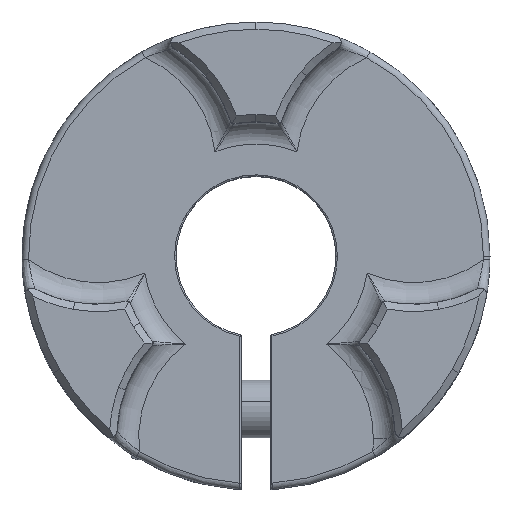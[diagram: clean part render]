
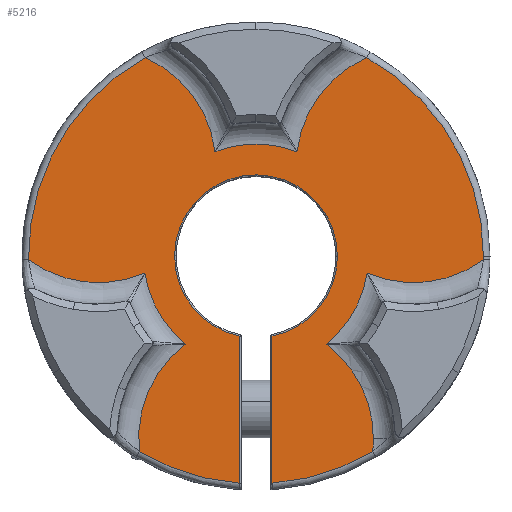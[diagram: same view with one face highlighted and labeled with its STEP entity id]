
A CAD part, top view. The second image highlights one B-rep face of the part: STEP entity #5216.
In plain terms, the highlighted planar face has unit normal (0, 0, 1).
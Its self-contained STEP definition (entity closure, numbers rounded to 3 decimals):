
#247=CIRCLE('',#5484,5.6);
#260=CIRCLE('',#5505,15.65);
#277=CIRCLE('',#5538,8.077);
#278=CIRCLE('',#5539,8.077);
#279=CIRCLE('',#5540,7.73);
#280=CIRCLE('',#5541,8.077);
#281=CIRCLE('',#5542,15.65);
#282=CIRCLE('',#5543,15.65);
#283=CIRCLE('',#5544,8.077);
#284=CIRCLE('',#5545,7.73);
#285=CIRCLE('',#5546,8.077);
#286=CIRCLE('',#5547,15.65);
#287=CIRCLE('',#5548,8.077);
#288=CIRCLE('',#5549,7.73);
#289=CIRCLE('',#5550,8.077);
#290=CIRCLE('',#5551,15.65);
#291=CIRCLE('',#5552,5.6);
#1214=VERTEX_POINT('',#10574);
#1223=VERTEX_POINT('',#11133);
#1237=VERTEX_POINT('',#11192);
#1241=VERTEX_POINT('',#11201);
#1254=VERTEX_POINT('',#11692);
#1258=VERTEX_POINT('',#11729);
#1276=VERTEX_POINT('',#11821);
#1277=VERTEX_POINT('',#11823);
#1278=VERTEX_POINT('',#11825);
#1279=VERTEX_POINT('',#11827);
#1280=VERTEX_POINT('',#11829);
#1281=VERTEX_POINT('',#11831);
#1282=VERTEX_POINT('',#11833);
#1283=VERTEX_POINT('',#11835);
#1284=VERTEX_POINT('',#11837);
#1285=VERTEX_POINT('',#11839);
#1286=VERTEX_POINT('',#11841);
#1287=VERTEX_POINT('',#11843);
#1288=VERTEX_POINT('',#11845);
#1580=VECTOR('',#6187,1.);
#1581=VECTOR('',#6216,1.);
#1796=LINE('',#11819,#1580);
#1797=LINE('',#11847,#1581);
#2365=EDGE_CURVE('',#1241,#1214,#247,.T.);
#2395=EDGE_CURVE('',#1258,#1254,#260,.F.);
#2430=EDGE_CURVE('',#1254,#1237,#1796,.F.);
#2431=EDGE_CURVE('',#1276,#1258,#277,.F.);
#2432=EDGE_CURVE('',#1277,#1276,#278,.F.);
#2433=EDGE_CURVE('',#1278,#1277,#279,.F.);
#2434=EDGE_CURVE('',#1279,#1278,#280,.F.);
#2435=EDGE_CURVE('',#1280,#1279,#281,.F.);
#2436=EDGE_CURVE('',#1281,#1280,#282,.F.);
#2437=EDGE_CURVE('',#1282,#1281,#283,.F.);
#2438=EDGE_CURVE('',#1283,#1282,#284,.F.);
#2439=EDGE_CURVE('',#1284,#1283,#285,.F.);
#2440=EDGE_CURVE('',#1285,#1284,#286,.F.);
#2441=EDGE_CURVE('',#1286,#1285,#287,.F.);
#2442=EDGE_CURVE('',#1287,#1286,#288,.F.);
#2443=EDGE_CURVE('',#1288,#1287,#289,.F.);
#2444=EDGE_CURVE('',#1223,#1288,#290,.F.);
#2445=EDGE_CURVE('',#1214,#1223,#1797,.F.);
#2446=EDGE_CURVE('',#1237,#1241,#291,.T.);
#3760=ORIENTED_EDGE('',*,*,#2430,.F.);
#3761=ORIENTED_EDGE('',*,*,#2395,.F.);
#3762=ORIENTED_EDGE('',*,*,#2431,.F.);
#3763=ORIENTED_EDGE('',*,*,#2432,.F.);
#3764=ORIENTED_EDGE('',*,*,#2433,.F.);
#3765=ORIENTED_EDGE('',*,*,#2434,.F.);
#3766=ORIENTED_EDGE('',*,*,#2435,.F.);
#3767=ORIENTED_EDGE('',*,*,#2436,.F.);
#3768=ORIENTED_EDGE('',*,*,#2437,.F.);
#3769=ORIENTED_EDGE('',*,*,#2438,.F.);
#3770=ORIENTED_EDGE('',*,*,#2439,.F.);
#3771=ORIENTED_EDGE('',*,*,#2440,.F.);
#3772=ORIENTED_EDGE('',*,*,#2441,.F.);
#3773=ORIENTED_EDGE('',*,*,#2442,.F.);
#3774=ORIENTED_EDGE('',*,*,#2443,.F.);
#3775=ORIENTED_EDGE('',*,*,#2444,.F.);
#3776=ORIENTED_EDGE('',*,*,#2445,.F.);
#3777=ORIENTED_EDGE('',*,*,#2365,.F.);
#3778=ORIENTED_EDGE('',*,*,#2446,.F.);
#4563=EDGE_LOOP('',(#3760,#3761,#3762,#3763,#3764,#3765,#3766,#3767,#3768,
#3769,#3770,#3771,#3772,#3773,#3774,#3775,#3776,#3777,#3778));
#4898=FACE_BOUND('',#4563,.T.);
#5216=ADVANCED_FACE('',(#4898),#20463,.T.);
#5484=AXIS2_PLACEMENT_3D('',#11202,#6064,#6065);
#5505=AXIS2_PLACEMENT_3D('',#11730,#6114,#6115);
#5537=AXIS2_PLACEMENT_3D('',#11818,#6186,$);
#5538=AXIS2_PLACEMENT_3D('',#11820,#6188,#6189);
#5539=AXIS2_PLACEMENT_3D('',#11822,#6190,#6191);
#5540=AXIS2_PLACEMENT_3D('',#11824,#6192,#6193);
#5541=AXIS2_PLACEMENT_3D('',#11826,#6194,#6195);
#5542=AXIS2_PLACEMENT_3D('',#11828,#6196,#6197);
#5543=AXIS2_PLACEMENT_3D('',#11830,#6198,#6199);
#5544=AXIS2_PLACEMENT_3D('',#11832,#6200,#6201);
#5545=AXIS2_PLACEMENT_3D('',#11834,#6202,#6203);
#5546=AXIS2_PLACEMENT_3D('',#11836,#6204,#6205);
#5547=AXIS2_PLACEMENT_3D('',#11838,#6206,#6207);
#5548=AXIS2_PLACEMENT_3D('',#11840,#6208,#6209);
#5549=AXIS2_PLACEMENT_3D('',#11842,#6210,#6211);
#5550=AXIS2_PLACEMENT_3D('',#11844,#6212,#6213);
#5551=AXIS2_PLACEMENT_3D('',#11846,#6214,#6215);
#5552=AXIS2_PLACEMENT_3D('',#11848,#6217,#6218);
#6064=DIRECTION('',(0.,0.,1.));
#6065=DIRECTION('',(5.6,0.,0.));
#6114=DIRECTION('',(0.,0.,1.));
#6115=DIRECTION('',(15.65,0.,0.));
#6186=DIRECTION('',(0.,0.,1.));
#6187=DIRECTION('',(0.,-1.,0.));
#6188=DIRECTION('',(0.,0.,1.));
#6189=DIRECTION('',(8.077,0.,0.));
#6190=DIRECTION('',(0.,0.,1.));
#6191=DIRECTION('',(8.077,0.,0.));
#6192=DIRECTION('',(0.,0.,1.));
#6193=DIRECTION('',(7.73,0.,0.));
#6194=DIRECTION('',(0.,0.,1.));
#6195=DIRECTION('',(8.077,0.,0.));
#6196=DIRECTION('',(0.,0.,1.));
#6197=DIRECTION('',(15.65,0.,0.));
#6198=DIRECTION('',(0.,0.,1.));
#6199=DIRECTION('',(15.65,0.,0.));
#6200=DIRECTION('',(0.,0.,1.));
#6201=DIRECTION('',(8.077,0.,0.));
#6202=DIRECTION('',(0.,0.,1.));
#6203=DIRECTION('',(7.73,0.,0.));
#6204=DIRECTION('',(0.,0.,1.));
#6205=DIRECTION('',(8.077,0.,0.));
#6206=DIRECTION('',(0.,0.,1.));
#6207=DIRECTION('',(15.65,0.,0.));
#6208=DIRECTION('',(0.,0.,1.));
#6209=DIRECTION('',(8.077,0.,0.));
#6210=DIRECTION('',(0.,0.,1.));
#6211=DIRECTION('',(7.73,0.,0.));
#6212=DIRECTION('',(0.,0.,1.));
#6213=DIRECTION('',(8.077,0.,0.));
#6214=DIRECTION('',(0.,0.,1.));
#6215=DIRECTION('',(15.65,0.,0.));
#6216=DIRECTION('',(0.,1.,0.));
#6217=DIRECTION('',(0.,0.,1.));
#6218=DIRECTION('',(5.6,0.,0.));
#10574=CARTESIAN_POINT('',(-1.1,-5.491,10.4));
#11133=CARTESIAN_POINT('',(-1.1,-15.611,10.4));
#11192=CARTESIAN_POINT('',(1.1,-5.491,10.4));
#11201=CARTESIAN_POINT('',(5.6,0.,10.4));
#11202=CARTESIAN_POINT('',(0.,0.,10.4));
#11692=CARTESIAN_POINT('',(1.1,-15.611,10.4));
#11729=CARTESIAN_POINT('',(8.025,-13.436,10.4));
#11730=CARTESIAN_POINT('',(0.,0.,10.4));
#11818=CARTESIAN_POINT('',(0.,0.,10.4));
#11819=CARTESIAN_POINT('',(1.1,-4.5,10.4));
#11820=CARTESIAN_POINT('',(0.,-12.52,10.4));
#11821=CARTESIAN_POINT('',(8.077,-12.52,10.4));
#11822=CARTESIAN_POINT('',(0.,-12.52,10.4));
#11823=CARTESIAN_POINT('',(4.823,-6.041,10.4));
#11824=CARTESIAN_POINT('',(0.,0.,10.4));
#11825=CARTESIAN_POINT('',(7.643,-1.156,10.4));
#11826=CARTESIAN_POINT('',(10.843,6.26,10.4));
#11827=CARTESIAN_POINT('',(15.648,-0.232,10.4));
#11828=CARTESIAN_POINT('',(0.,0.,10.4));
#11829=CARTESIAN_POINT('',(15.65,0.,10.4));
#11830=CARTESIAN_POINT('',(0.,0.,10.4));
#11831=CARTESIAN_POINT('',(7.623,13.668,10.4));
#11832=CARTESIAN_POINT('',(10.843,6.26,10.4));
#11833=CARTESIAN_POINT('',(2.82,7.197,10.4));
#11834=CARTESIAN_POINT('',(0.,0.,10.4));
#11835=CARTESIAN_POINT('',(-2.82,7.197,10.4));
#11836=CARTESIAN_POINT('',(-10.843,6.26,10.4));
#11837=CARTESIAN_POINT('',(-7.623,13.668,10.4));
#11838=CARTESIAN_POINT('',(0.,0.,10.4));
#11839=CARTESIAN_POINT('',(-15.648,-0.232,10.4));
#11840=CARTESIAN_POINT('',(-10.843,6.26,10.4));
#11841=CARTESIAN_POINT('',(-7.643,-1.156,10.4));
#11842=CARTESIAN_POINT('',(0.,0.,10.4));
#11843=CARTESIAN_POINT('',(-4.823,-6.041,10.4));
#11844=CARTESIAN_POINT('',(0.,-12.52,10.4));
#11845=CARTESIAN_POINT('',(-8.025,-13.436,10.4));
#11846=CARTESIAN_POINT('',(0.,0.,10.4));
#11847=CARTESIAN_POINT('',(-1.1,-4.5,10.4));
#11848=CARTESIAN_POINT('',(0.,0.,10.4));
#20463=PLANE('',#5537);
